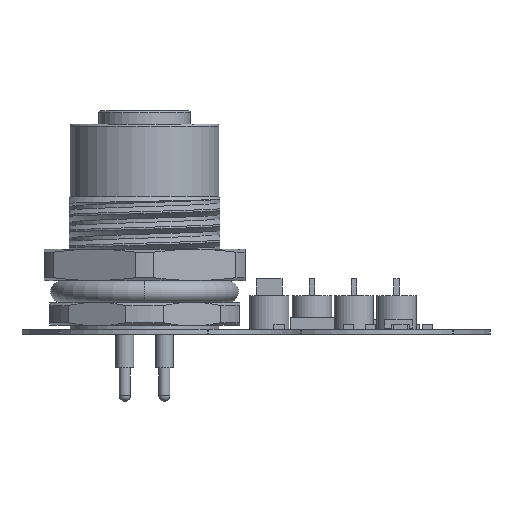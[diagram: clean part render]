
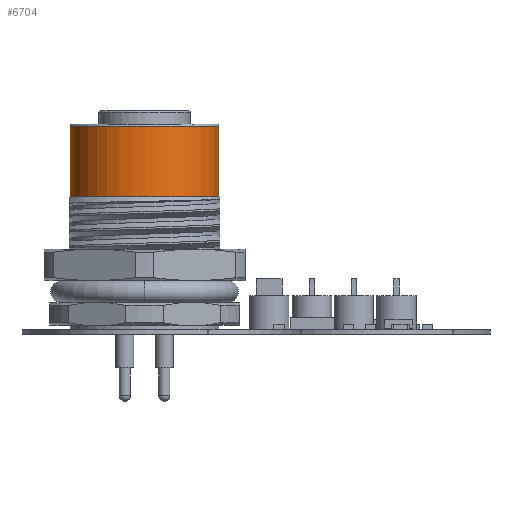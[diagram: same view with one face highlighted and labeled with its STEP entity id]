
A CAD part, front view. The second image highlights one B-rep face of the part: STEP entity #6704.
In plain terms, the highlighted cylindrical face has radius 6.65 mm (diameter 13.3 mm), a partial arc.
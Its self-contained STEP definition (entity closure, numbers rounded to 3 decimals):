
#4958 = VERTEX_POINT('',#4959);
#4959 = CARTESIAN_POINT('',(-6.65,0.,-1.4));
#4966 = EDGE_CURVE('',#4967,#4958,#4969,.T.);
#4967 = VERTEX_POINT('',#4968);
#4968 = CARTESIAN_POINT('',(6.65,0.,-1.4));
#4969 = CIRCLE('',#4970,6.65);
#4970 = AXIS2_PLACEMENT_3D('',#4971,#4972,#4973);
#4971 = CARTESIAN_POINT('',(0.,0.,-1.4));
#4972 = DIRECTION('',(0.,0.,-1.));
#4973 = DIRECTION('',(1.,0.,0.));
#6677 = VERTEX_POINT('',#6678);
#6678 = CARTESIAN_POINT('',(6.65,0.,-7.7));
#6679 = VERTEX_POINT('',#6680);
#6680 = CARTESIAN_POINT('',(-6.65,0.,-7.7));
#6687 = EDGE_CURVE('',#6679,#4958,#6688,.T.);
#6688 = LINE('',#6689,#6690);
#6689 = CARTESIAN_POINT('',(-6.65,0.,-7.7));
#6690 = VECTOR('',#6691,1.);
#6691 = DIRECTION('',(0.,0.,1.));
#6694 = EDGE_CURVE('',#6677,#4967,#6695,.T.);
#6695 = LINE('',#6696,#6697);
#6696 = CARTESIAN_POINT('',(6.65,0.,-7.7));
#6697 = VECTOR('',#6698,1.);
#6698 = DIRECTION('',(0.,0.,1.));
#6704 = ADVANCED_FACE('',(#6705),#6717,.T.);
#6705 = FACE_BOUND('',#6706,.T.);
#6706 = EDGE_LOOP('',(#6707,#6708,#6709,#6716));
#6707 = ORIENTED_EDGE('',*,*,#4966,.T.);
#6708 = ORIENTED_EDGE('',*,*,#6687,.F.);
#6709 = ORIENTED_EDGE('',*,*,#6710,.F.);
#6710 = EDGE_CURVE('',#6677,#6679,#6711,.T.);
#6711 = CIRCLE('',#6712,6.65);
#6712 = AXIS2_PLACEMENT_3D('',#6713,#6714,#6715);
#6713 = CARTESIAN_POINT('',(0.,0.,-7.7));
#6714 = DIRECTION('',(0.,0.,-1.));
#6715 = DIRECTION('',(1.,0.,0.));
#6716 = ORIENTED_EDGE('',*,*,#6694,.T.);
#6717 = CYLINDRICAL_SURFACE('',#6718,6.65);
#6718 = AXIS2_PLACEMENT_3D('',#6719,#6720,#6721);
#6719 = CARTESIAN_POINT('',(0.,0.,-0.26));
#6720 = DIRECTION('',(0.,0.,-1.));
#6721 = DIRECTION('',(-1.,0.,0.));
